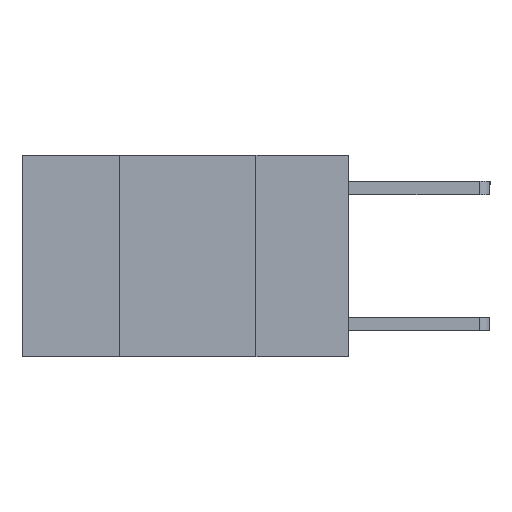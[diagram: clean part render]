
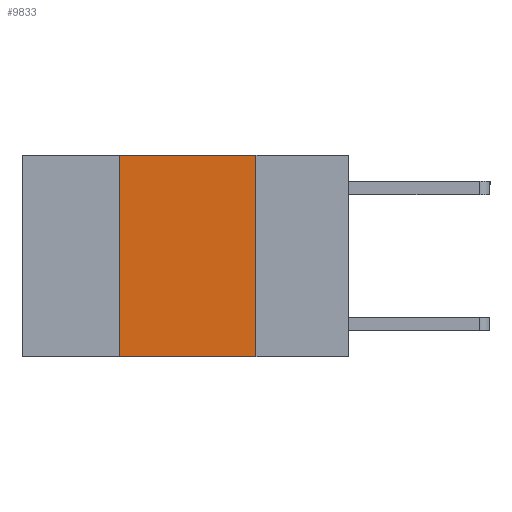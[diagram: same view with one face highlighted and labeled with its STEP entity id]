
A CAD part, left-side view. The second image highlights one B-rep face of the part: STEP entity #9833.
In plain terms, the highlighted planar face has unit normal (-1, 0, 0).
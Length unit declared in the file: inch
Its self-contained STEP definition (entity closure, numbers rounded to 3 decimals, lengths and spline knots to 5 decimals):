
#622 = VECTOR ( 'NONE', #4122, 39.37008 ) ;
#674 = ORIENTED_EDGE ( 'NONE', *, *, #7693, .F. ) ;
#846 = LINE ( 'NONE', #3169, #622 ) ;
#1215 = CARTESIAN_POINT ( 'NONE',  ( 0., 0.6, 0. ) ) ;
#1781 = ORIENTED_EDGE ( 'NONE', *, *, #4564, .F. ) ;
#1975 = EDGE_CURVE ( 'NONE', #3142, #5804, #9516, .T. ) ;
#2239 = AXIS2_PLACEMENT_3D ( 'NONE', #1215, #4494, #9639 ) ;
#2240 = LINE ( 'NONE', #2400, #6240 ) ;
#2400 = CARTESIAN_POINT ( 'NONE',  ( 0., 0.6, 0. ) ) ;
#2670 = CARTESIAN_POINT ( 'NONE',  ( 0., 0.42, 0. ) ) ;
#3142 = VERTEX_POINT ( 'NONE', #4766 ) ;
#3169 = CARTESIAN_POINT ( 'NONE',  ( 0., 0.42, 0. ) ) ;
#4122 = DIRECTION ( 'NONE',  ( 0., 0., 1. ) ) ;
#4494 = DIRECTION ( 'NONE',  ( 1., 0., 0. ) ) ;
#4564 = EDGE_CURVE ( 'NONE', #8915, #9174, #846, .T. ) ;
#4766 = CARTESIAN_POINT ( 'NONE',  ( 0., 0.17, 0. ) ) ;
#4818 = VECTOR ( 'NONE', #9586, 39.37008 ) ;
#4846 = CARTESIAN_POINT ( 'NONE',  ( 0., 0.17, -0.37 ) ) ;
#5804 = VERTEX_POINT ( 'NONE', #4846 ) ;
#6160 = FACE_OUTER_BOUND ( 'NONE', #8119, .T. ) ;
#6223 = ORIENTED_EDGE ( 'NONE', *, *, #8453, .T. ) ;
#6240 = VECTOR ( 'NONE', #6566, 39.37008 ) ;
#6566 = DIRECTION ( 'NONE',  ( 0., -1., 0. ) ) ;
#6878 = LINE ( 'NONE', #9477, #4818 ) ;
#7103 = PLANE ( 'NONE',  #2239 ) ;
#7655 = VECTOR ( 'NONE', #10214, 39.37008 ) ;
#7688 = CARTESIAN_POINT ( 'NONE',  ( 0., 0.17, 0. ) ) ;
#7693 = EDGE_CURVE ( 'NONE', #9174, #3142, #2240, .T. ) ;
#8119 = EDGE_LOOP ( 'NONE', ( #8400, #674, #1781, #6223 ) ) ;
#8400 = ORIENTED_EDGE ( 'NONE', *, *, #1975, .F. ) ;
#8453 = EDGE_CURVE ( 'NONE', #8915, #5804, #6878, .T. ) ;
#8915 = VERTEX_POINT ( 'NONE', #10415 ) ;
#9174 = VERTEX_POINT ( 'NONE', #2670 ) ;
#9477 = CARTESIAN_POINT ( 'NONE',  ( 0., 0.6, -0.37 ) ) ;
#9516 = LINE ( 'NONE', #7688, #7655 ) ;
#9586 = DIRECTION ( 'NONE',  ( 0., -1., 0. ) ) ;
#9639 = DIRECTION ( 'NONE',  ( 0., 0., -1. ) ) ;
#9833 = ADVANCED_FACE ( 'NONE', ( #6160 ), #7103, .F. ) ;
#10214 = DIRECTION ( 'NONE',  ( 0., 0., -1. ) ) ;
#10415 = CARTESIAN_POINT ( 'NONE',  ( 0., 0.42, -0.37 ) ) ;
